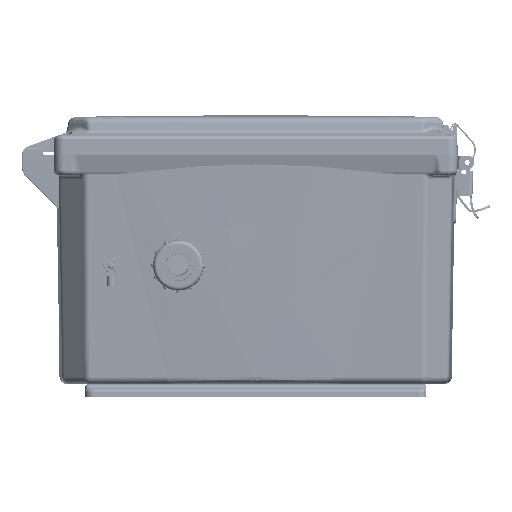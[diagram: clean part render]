
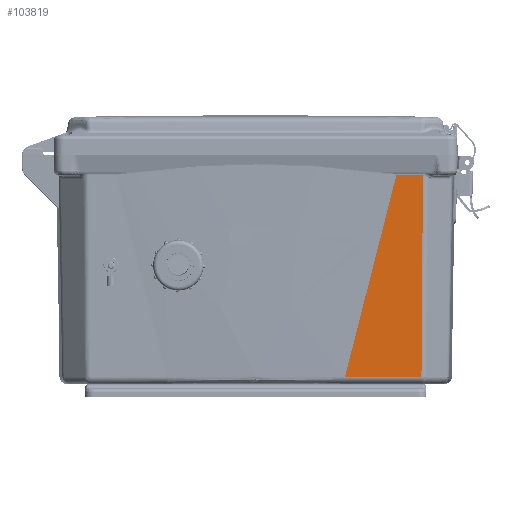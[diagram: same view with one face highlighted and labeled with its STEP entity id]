
A CAD part, front view. The second image highlights one B-rep face of the part: STEP entity #103819.
In plain terms, the highlighted face is planar.
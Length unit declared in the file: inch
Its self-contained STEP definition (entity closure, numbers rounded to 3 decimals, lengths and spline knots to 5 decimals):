
#3219 = PLANE ( 'NONE',  #49881 ) ;
#11244 = ORIENTED_EDGE ( 'NONE', *, *, #33134, .T. ) ;
#31790 = CARTESIAN_POINT ( 'NONE',  ( -5.77332, -6.04423, -2.3301 ) ) ;
#33134 = EDGE_CURVE ( 'NONE', #45586, #125230, #86362, .T. ) ;
#33374 = DIRECTION ( 'NONE',  ( 0., 0., 1. ) ) ;
#34019 = VERTEX_POINT ( 'NONE', #48542 ) ;
#34203 = LINE ( 'NONE', #154880, #134497 ) ;
#36193 = ORIENTED_EDGE ( 'NONE', *, *, #171175, .T. ) ;
#45586 = VERTEX_POINT ( 'NONE', #96498 ) ;
#48542 = CARTESIAN_POINT ( 'NONE',  ( -5.77332, -6.04423, -4.32143 ) ) ;
#49486 = VECTOR ( 'NONE', #145870, 39.37008 ) ;
#49881 = AXIS2_PLACEMENT_3D ( 'NONE', #76015, #141168, #152461 ) ;
#60422 = VECTOR ( 'NONE', #33374, 39.37008 ) ;
#61380 = B_SPLINE_CURVE_WITH_KNOTS ( 'NONE', 3,
 ( #74424, #112634, #75267, #165592 ),
 .UNSPECIFIED., .F., .F.,
 ( 4, 4 ),
 ( 0., 1. ),
 .UNSPECIFIED. ) ;
#67451 = CARTESIAN_POINT ( 'NONE',  ( -0.50592, -6.13617, -3.67049 ) ) ;
#74424 = CARTESIAN_POINT ( 'NONE',  ( -0.50592, -6.13617, -3.67049 ) ) ;
#75267 = CARTESIAN_POINT ( 'NONE',  ( -4.4098, -6.06803, -2.67531 ) ) ;
#76015 = CARTESIAN_POINT ( 'NONE',  ( 0., -6.145, 5.68956 ) ) ;
#76664 = ORIENTED_EDGE ( 'NONE', *, *, #145942, .F. ) ;
#86362 = LINE ( 'NONE', #152327, #60422 ) ;
#88937 = DIRECTION ( 'NONE',  ( 1., -0.017, -0.007 ) ) ;
#91250 = LINE ( 'NONE', #117272, #49486 ) ;
#96498 = CARTESIAN_POINT ( 'NONE',  ( -0.50592, -6.13617, -4.35952 ) ) ;
#98219 = VERTEX_POINT ( 'NONE', #31790 ) ;
#103819 = ADVANCED_FACE ( 'NONE', ( #112532 ), #3219, .T. ) ;
#112532 = FACE_OUTER_BOUND ( 'NONE', #127523, .T. ) ;
#112634 = CARTESIAN_POINT ( 'NONE',  ( -2.654, -6.09867, -3.12211 ) ) ;
#117272 = CARTESIAN_POINT ( 'NONE',  ( -5.77332, -6.04423, 8.7437 ) ) ;
#120721 = EDGE_CURVE ( 'NONE', #125230, #98219, #61380, .T. ) ;
#125230 = VERTEX_POINT ( 'NONE', #67451 ) ;
#127523 = EDGE_LOOP ( 'NONE', ( #36193, #11244, #140136, #76664 ) ) ;
#134497 = VECTOR ( 'NONE', #88937, 39.37008 ) ;
#140136 = ORIENTED_EDGE ( 'NONE', *, *, #120721, .T. ) ;
#141168 = DIRECTION ( 'NONE',  ( -0.017, -1., 0. ) ) ;
#145870 = DIRECTION ( 'NONE',  ( 0., 0., 1. ) ) ;
#145942 = EDGE_CURVE ( 'NONE', #34019, #98219, #91250, .T. ) ;
#152327 = CARTESIAN_POINT ( 'NONE',  ( -0.50592, -6.13617, 5.68956 ) ) ;
#152461 = DIRECTION ( 'NONE',  ( 1., -0.017, 0. ) ) ;
#154880 = CARTESIAN_POINT ( 'NONE',  ( -5.77332, -6.04423, -4.32143 ) ) ;
#165592 = CARTESIAN_POINT ( 'NONE',  ( -5.77332, -6.04423, -2.3301 ) ) ;
#171175 = EDGE_CURVE ( 'NONE', #34019, #45586, #34203, .T. ) ;
